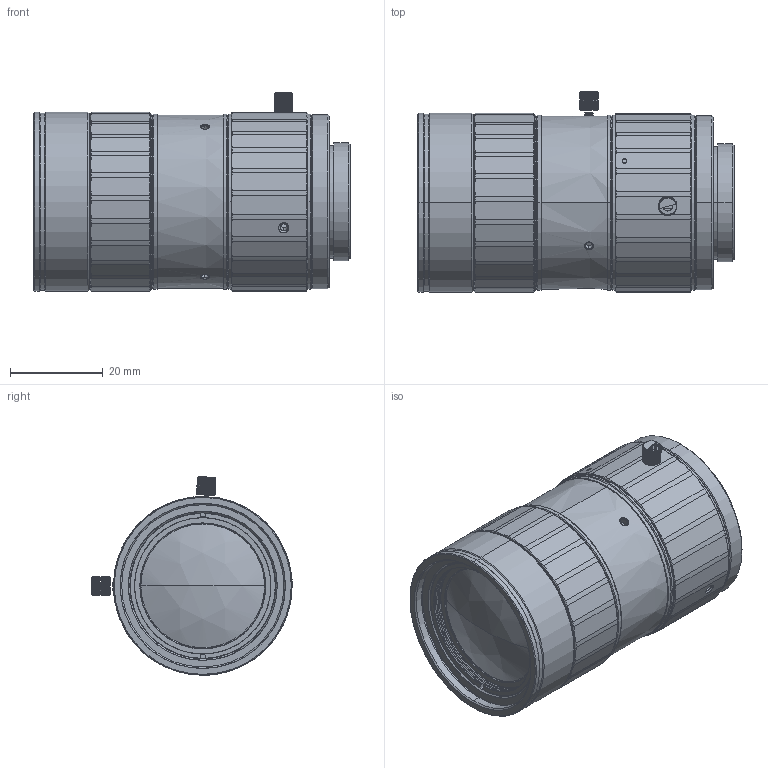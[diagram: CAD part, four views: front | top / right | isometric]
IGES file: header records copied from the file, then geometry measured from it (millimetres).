
Start section: SolidWorks IGES file using analytic representation for surfaces
Global section: file name: MFA121-U18.IGS; native system: SolidWorks 2017; preprocessor: SolidWorks 2017; author: wenru; date: 220915.153716; units: millimetre
Bounding box: 68.2 x 43.25 x 42.85 mm (x, y, z)
Surface area: 14227.9 mm2 (no closed solid volume)
Topology: 0 solids, 0 shells, 584 faces, 6205 edges, 6208 vertices
Faces by surface type: revolution 298, bspline 286
